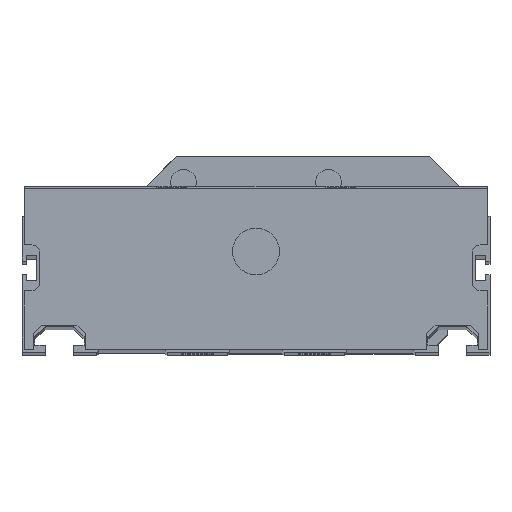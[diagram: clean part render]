
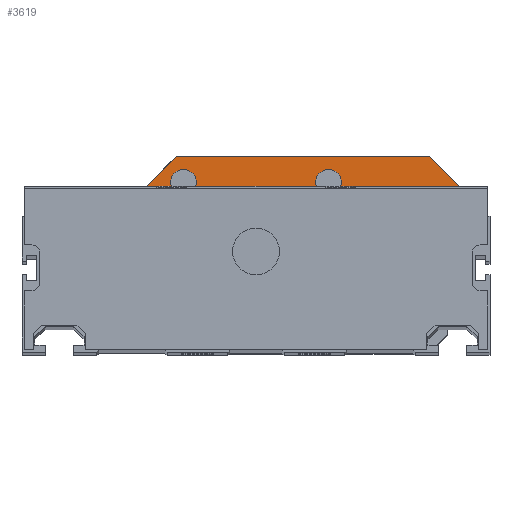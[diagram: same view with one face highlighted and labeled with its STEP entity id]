
A CAD part, top view. The second image highlights one B-rep face of the part: STEP entity #3619.
In plain terms, the highlighted planar face has unit normal (0, 0, 1).
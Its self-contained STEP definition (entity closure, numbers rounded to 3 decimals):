
#115 = EDGE_CURVE ( 'NONE', #26786, #9672, #8249, .T. ) ;
#116 = DIRECTION ( 'NONE',  ( 0.707, 0.707, 0. ) ) ;
#252 = CARTESIAN_POINT ( 'NONE',  ( -17., 21., 0. ) ) ;
#275 = EDGE_CURVE ( 'NONE', #20511, #11580, #9610, .T. ) ;
#850 = AXIS2_PLACEMENT_3D ( 'NONE', #8712, #6747, #15245 ) ;
#1281 = ORIENTED_EDGE ( 'NONE', *, *, #9795, .F. ) ;
#1396 = VECTOR ( 'NONE', #13930, 1000. ) ;
#2028 = VECTOR ( 'NONE', #22728, 1000. ) ;
#3619 = ADVANCED_FACE ( 'NONE', ( #8958 ), #17475, .T. ) ;
#4106 = DIRECTION ( 'NONE',  ( 1., 0., 0. ) ) ;
#5252 = ORIENTED_EDGE ( 'NONE', *, *, #14163, .F. ) ;
#5438 = LINE ( 'NONE', #26494, #27311 ) ;
#6063 = DIRECTION ( 'NONE',  ( 0., 0., -1. ) ) ;
#6525 = VERTEX_POINT ( 'NONE', #18405 ) ;
#6747 = DIRECTION ( 'NONE',  ( 0., 0., -1. ) ) ;
#7501 = CARTESIAN_POINT ( 'NONE',  ( -17., 21., 0. ) ) ;
#7808 = LINE ( 'NONE', #14488, #2028 ) ;
#8162 = CARTESIAN_POINT ( 'NONE',  ( 15.5, 15.5, 0. ) ) ;
#8249 = LINE ( 'NONE', #16756, #20088 ) ;
#8511 = ORIENTED_EDGE ( 'NONE', *, *, #27318, .F. ) ;
#8712 = CARTESIAN_POINT ( 'NONE',  ( -15.5, 15.5, 0. ) ) ;
#8815 = VECTOR ( 'NONE', #11297, 1000. ) ;
#8958 = FACE_OUTER_BOUND ( 'NONE', #12945, .T. ) ;
#9610 = LINE ( 'NONE', #20638, #1396 ) ;
#9672 = VERTEX_POINT ( 'NONE', #16810 ) ;
#9795 = EDGE_CURVE ( 'NONE', #12186, #26786, #19106, .T. ) ;
#10439 = CARTESIAN_POINT ( 'NONE',  ( 44.63, 13.5, 0. ) ) ;
#11100 = ORIENTED_EDGE ( 'NONE', *, *, #23489, .F. ) ;
#11260 = EDGE_CURVE ( 'NONE', #13106, #12186, #5438, .T. ) ;
#11297 = DIRECTION ( 'NONE',  ( 1., 0., 0. ) ) ;
#11325 = DIRECTION ( 'NONE',  ( 0., 0., 1. ) ) ;
#11580 = VERTEX_POINT ( 'NONE', #10439 ) ;
#12080 = CIRCLE ( 'NONE', #23658, 3.25 ) ;
#12186 = VERTEX_POINT ( 'NONE', #16090 ) ;
#12737 = EDGE_CURVE ( 'NONE', #11580, #6525, #7808, .T. ) ;
#12945 = EDGE_LOOP ( 'NONE', ( #23105, #1281, #13247, #11100, #17324, #23845, #5252, #8511 ) ) ;
#12979 = CARTESIAN_POINT ( 'NONE',  ( 37.13, 21., 0. ) ) ;
#13106 = VERTEX_POINT ( 'NONE', #26732 ) ;
#13247 = ORIENTED_EDGE ( 'NONE', *, *, #11260, .F. ) ;
#13930 = DIRECTION ( 'NONE',  ( 0.707, -0.707, 0. ) ) ;
#14163 = EDGE_CURVE ( 'NONE', #15621, #20511, #15331, .T. ) ;
#14361 = DIRECTION ( 'NONE',  ( -1., 0., 0. ) ) ;
#14488 = CARTESIAN_POINT ( 'NONE',  ( 18.062, 13.5, 0. ) ) ;
#15245 = DIRECTION ( 'NONE',  ( 1., 0., 0. ) ) ;
#15331 = LINE ( 'NONE', #12979, #8815 ) ;
#15621 = VERTEX_POINT ( 'NONE', #7501 ) ;
#16090 = CARTESIAN_POINT ( 'NONE',  ( -12.938, 13.5, 0. ) ) ;
#16756 = CARTESIAN_POINT ( 'NONE',  ( -49.5, 13.5, 0. ) ) ;
#16810 = CARTESIAN_POINT ( 'NONE',  ( -24.5, 13.5, 0. ) ) ;
#17324 = ORIENTED_EDGE ( 'NONE', *, *, #12737, .F. ) ;
#17475 = PLANE ( 'NONE',  #24633 ) ;
#17913 = CARTESIAN_POINT ( 'NONE',  ( -18.062, 13.5, 0. ) ) ;
#18405 = CARTESIAN_POINT ( 'NONE',  ( 18.062, 13.5, 0. ) ) ;
#18632 = CARTESIAN_POINT ( 'NONE',  ( 37.13, 21., 0. ) ) ;
#19106 = CIRCLE ( 'NONE', #850, 3.25 ) ;
#20088 = VECTOR ( 'NONE', #25240, 1000. ) ;
#20511 = VERTEX_POINT ( 'NONE', #18632 ) ;
#20638 = CARTESIAN_POINT ( 'NONE',  ( 37.13, 21., 0. ) ) ;
#22728 = DIRECTION ( 'NONE',  ( -1., 0., 0. ) ) ;
#23105 = ORIENTED_EDGE ( 'NONE', *, *, #115, .F. ) ;
#23489 = EDGE_CURVE ( 'NONE', #6525, #13106, #12080, .T. ) ;
#23658 = AXIS2_PLACEMENT_3D ( 'NONE', #8162, #6063, #4106 ) ;
#23742 = VECTOR ( 'NONE', #116, 1000. ) ;
#23789 = LINE ( 'NONE', #252, #23742 ) ;
#23845 = ORIENTED_EDGE ( 'NONE', *, *, #275, .F. ) ;
#24015 = CARTESIAN_POINT ( 'NONE',  ( -47.9, -0.25, 0. ) ) ;
#24633 = AXIS2_PLACEMENT_3D ( 'NONE', #24015, #11325, #26239 ) ;
#25240 = DIRECTION ( 'NONE',  ( -1., 0., 0. ) ) ;
#26239 = DIRECTION ( 'NONE',  ( 1., 0., 0. ) ) ;
#26494 = CARTESIAN_POINT ( 'NONE',  ( -12.938, 13.5, 0. ) ) ;
#26732 = CARTESIAN_POINT ( 'NONE',  ( 12.938, 13.5, 0. ) ) ;
#26786 = VERTEX_POINT ( 'NONE', #17913 ) ;
#27311 = VECTOR ( 'NONE', #14361, 1000. ) ;
#27318 = EDGE_CURVE ( 'NONE', #9672, #15621, #23789, .T. ) ;
